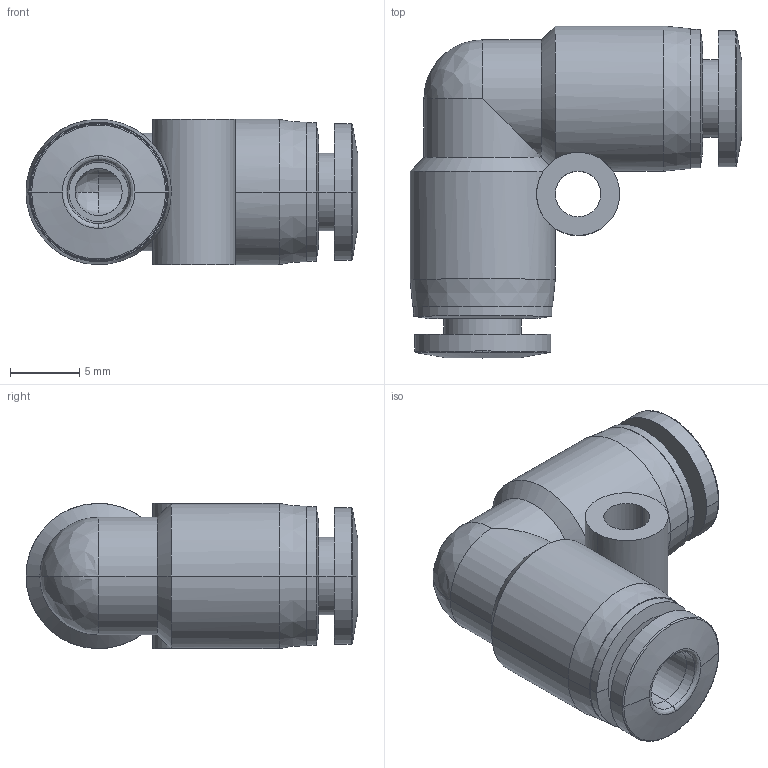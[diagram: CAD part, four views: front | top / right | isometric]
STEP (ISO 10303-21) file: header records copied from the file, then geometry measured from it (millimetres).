
FILE_DESCRIPTION (( 'STEP AP214' ), '1' );
FILE_NAME ('UL532.step', '2016-02-24T20:48:40', ( '' ), ( '' ), 'SwSTEP 2.0', 'SolidWorks 2015', '' );
FILE_SCHEMA (( 'AUTOMOTIVE_DESIGN' ));
Length unit declared in the file: inch
Products named in the file (1): UL532
Bounding box: 24 x 24 x 10.5 mm (x, y, z)
Volume: 2370.1 mm3; surface area: 2153.4 mm2
Topology: 1 solids, 1 shells, 74 faces, 174 edges, 102 vertices
Faces by surface type: cylinder 32, cone 20, bspline 12, plane 10
Entity records: 3454 total; most frequent: CARTESIAN_POINT 756, DIRECTION 389, ORIENTED_EDGE 340, EDGE_CURVE 170, AXIS2_PLACEMENT_3D 169, CIRCLE 106, VERTEX_POINT 102, EDGE_LOOP 84
